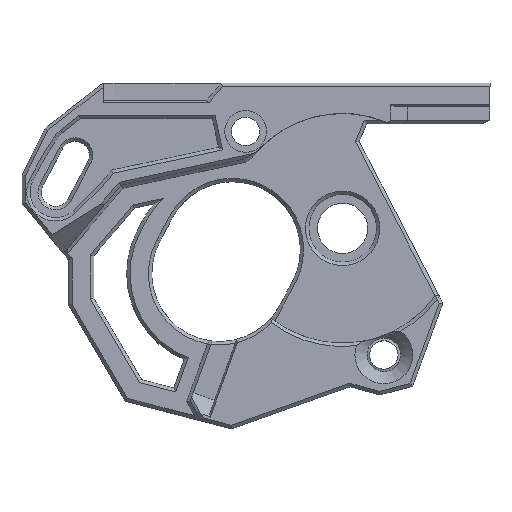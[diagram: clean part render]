
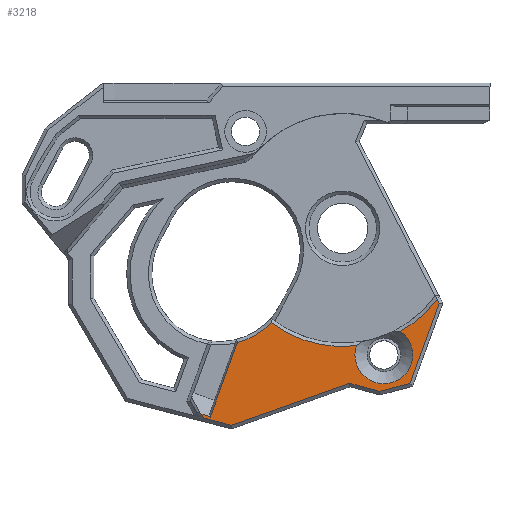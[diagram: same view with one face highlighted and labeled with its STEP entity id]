
A CAD part, top view. The second image highlights one B-rep face of the part: STEP entity #3218.
In plain terms, the highlighted planar face has unit normal (0, 0, 1).
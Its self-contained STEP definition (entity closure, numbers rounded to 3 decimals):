
#76=CIRCLE('',#3353,8.525);
#78=CIRCLE('',#3356,14.15);
#79=CIRCLE('',#3358,3.457);
#81=CIRCLE('',#3368,14.15);
#699=ORIENTED_EDGE('',*,*,#1221,.F.);
#700=ORIENTED_EDGE('',*,*,#1319,.F.);
#701=ORIENTED_EDGE('',*,*,#1396,.F.);
#702=ORIENTED_EDGE('',*,*,#1258,.F.);
#703=ORIENTED_EDGE('',*,*,#1266,.F.);
#704=ORIENTED_EDGE('',*,*,#1263,.F.);
#705=ORIENTED_EDGE('',*,*,#1260,.F.);
#706=ORIENTED_EDGE('',*,*,#1254,.F.);
#707=ORIENTED_EDGE('',*,*,#1248,.F.);
#708=ORIENTED_EDGE('',*,*,#1246,.F.);
#709=ORIENTED_EDGE('',*,*,#1243,.F.);
#710=ORIENTED_EDGE('',*,*,#1225,.T.);
#711=ORIENTED_EDGE('',*,*,#1223,.F.);
#1221=EDGE_CURVE('',#1635,#1633,#76,.T.);
#1223=EDGE_CURVE('',#1633,#1637,#78,.T.);
#1225=EDGE_CURVE('',#1638,#1637,#79,.T.);
#1243=EDGE_CURVE('',#1638,#1648,#81,.T.);
#1246=EDGE_CURVE('',#1648,#1651,#1954,.T.);
#1248=EDGE_CURVE('',#1651,#1652,#1956,.T.);
#1254=EDGE_CURVE('',#1652,#1656,#1962,.T.);
#1258=EDGE_CURVE('',#1658,#1659,#1966,.T.);
#1260=EDGE_CURVE('',#1656,#1660,#1968,.T.);
#1263=EDGE_CURVE('',#1660,#1662,#1971,.T.);
#1266=EDGE_CURVE('',#1662,#1658,#1974,.T.);
#1319=EDGE_CURVE('',#1697,#1635,#2012,.T.);
#1396=EDGE_CURVE('',#1659,#1697,#2081,.T.);
#1633=VERTEX_POINT('',#4744);
#1635=VERTEX_POINT('',#4748);
#1637=VERTEX_POINT('',#4754);
#1638=VERTEX_POINT('',#4761);
#1648=VERTEX_POINT('',#4797);
#1651=VERTEX_POINT('',#4811);
#1652=VERTEX_POINT('',#4815);
#1656=VERTEX_POINT('',#4827);
#1658=VERTEX_POINT('',#4833);
#1659=VERTEX_POINT('',#4835);
#1660=VERTEX_POINT('',#4839);
#1662=VERTEX_POINT('',#4845);
#1697=VERTEX_POINT('',#4962);
#1954=LINE('',#4810,#2312);
#1956=LINE('',#4814,#2314);
#1962=LINE('',#4826,#2320);
#1966=LINE('',#4834,#2324);
#1968=LINE('',#4838,#2326);
#1971=LINE('',#4844,#2329);
#1974=LINE('',#4849,#2332);
#2012=LINE('',#4963,#2370);
#2081=LINE('',#5122,#2439);
#2312=VECTOR('',#3865,1000.);
#2314=VECTOR('',#3869,1000.);
#2320=VECTOR('',#3879,1000.);
#2324=VECTOR('',#3885,1000.);
#2326=VECTOR('',#3889,1000.);
#2329=VECTOR('',#3894,1000.);
#2332=VECTOR('',#3899,1000.);
#2370=VECTOR('',#4019,1000.);
#2439=VECTOR('',#4184,1000.);
#2667=EDGE_LOOP('',(#699,#700,#701,#702,#703,#704,#705,#706,#707,#708,#709,
#710,#711));
#2878=FACE_BOUND('',#2667,.T.);
#3051=PLANE('',#3467);
#3218=ADVANCED_FACE('',(#2878),#3051,.F.);
#3353=AXIS2_PLACEMENT_3D('',#4749,#3816,#3817);
#3356=AXIS2_PLACEMENT_3D('',#4753,#3822,#3823);
#3358=AXIS2_PLACEMENT_3D('',#4760,#3826,#3827);
#3368=AXIS2_PLACEMENT_3D('',#4805,#3858,#3859);
#3467=AXIS2_PLACEMENT_3D('',#5124,#4186,#4187);
#3816=DIRECTION('',(0.,0.,1.));
#3817=DIRECTION('',(1.,0.,0.));
#3822=DIRECTION('',(0.,0.,1.));
#3823=DIRECTION('',(-1.,0.,0.));
#3826=DIRECTION('',(0.,0.,-1.));
#3827=DIRECTION('',(-1.,0.,0.));
#3858=DIRECTION('',(0.,0.,1.));
#3859=DIRECTION('',(1.,0.,0.));
#3865=DIRECTION('',(0.46,-0.888,0.));
#3869=DIRECTION('',(-0.342,-0.94,0.));
#3879=DIRECTION('',(-0.968,-0.251,0.));
#3885=DIRECTION('',(-0.465,0.885,0.));
#3889=DIRECTION('',(-0.965,0.261,0.));
#3894=DIRECTION('',(-0.942,-0.336,0.));
#3899=DIRECTION('',(-0.968,0.251,0.));
#4019=DIRECTION('',(0.342,0.94,0.));
#4184=DIRECTION('',(0.94,-0.342,0.));
#4186=DIRECTION('',(0.,0.,-1.));
#4187=DIRECTION('',(0.,-1.,0.));
#4744=CARTESIAN_POINT('',(5.587,-6.983,7.55));
#4748=CARTESIAN_POINT('',(1.534,-9.36,7.55));
#4749=CARTESIAN_POINT('',(-0.587,-1.104,7.55));
#4753=CARTESIAN_POINT('',(14.11,4.312,7.55));
#4754=CARTESIAN_POINT('',(15.775,-9.739,7.55));
#4760=CARTESIAN_POINT('',(19.053,-10.838,7.55));
#4761=CARTESIAN_POINT('',(21.052,-8.018,7.55));
#4797=CARTESIAN_POINT('',(25.421,-4.19,7.55));
#4805=CARTESIAN_POINT('',(14.11,4.312,7.55));
#4810=CARTESIAN_POINT('',(17.5,11.118,7.55));
#4811=CARTESIAN_POINT('',(25.674,-4.679,7.55));
#4814=CARTESIAN_POINT('',(23.579,-10.435,7.55));
#4815=CARTESIAN_POINT('',(22.186,-14.262,7.55));
#4826=CARTESIAN_POINT('',(5.413,-18.605,7.55));
#4827=CARTESIAN_POINT('',(18.577,-15.197,7.55));
#4833=CARTESIAN_POINT('',(-2.563,-18.377,7.55));
#4834=CARTESIAN_POINT('',(-5.873,-12.083,7.55));
#4835=CARTESIAN_POINT('',(-2.826,-17.876,7.55));
#4838=CARTESIAN_POINT('',(10.819,-13.1,7.55));
#4839=CARTESIAN_POINT('',(14.993,-14.228,7.55));
#4844=CARTESIAN_POINT('',(5.895,-17.471,7.55));
#4845=CARTESIAN_POINT('',(0.865,-19.264,7.55));
#4849=CARTESIAN_POINT('',(-1.94,-18.538,7.55));
#4962=CARTESIAN_POINT('',(-1.712,-18.281,7.55));
#4963=CARTESIAN_POINT('',(3.417,-4.188,7.55));
#5122=CARTESIAN_POINT('',(-1.981,-18.183,7.55));
#5124=CARTESIAN_POINT('',(5.288,0.501,7.55));
